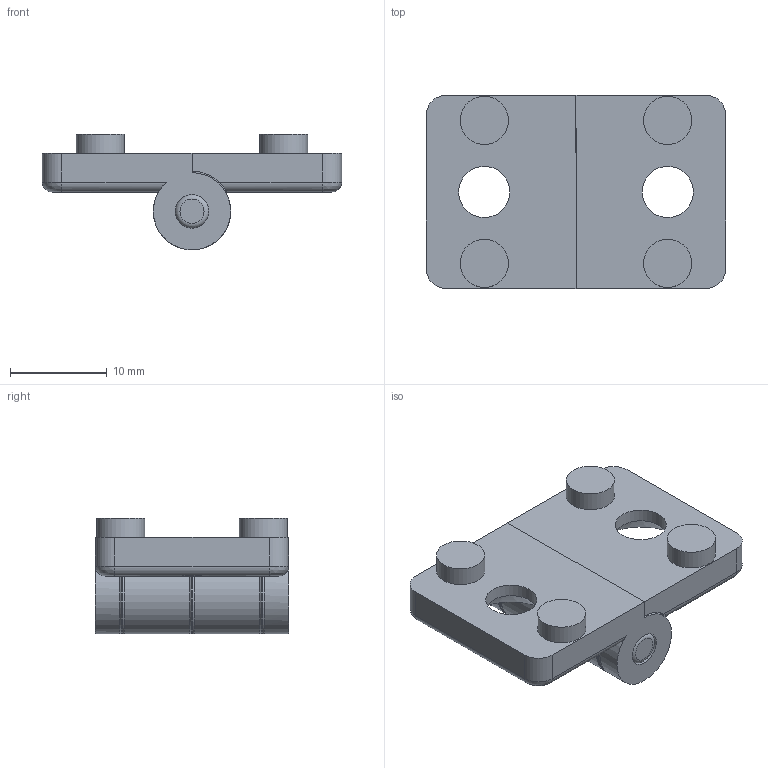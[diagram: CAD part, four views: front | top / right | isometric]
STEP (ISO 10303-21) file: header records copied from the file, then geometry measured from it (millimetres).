
FILE_DESCRIPTION(/* description */ (''),/* implementation_level */ '2;1');
FILE_NAME(/* name */ '10244-Kritec Scharnier 5 PA mit 2 Befestigungsbohrungen.stp',/* time_stamp */ '2018-02-13T13:59:07+01:00',/* author */ ('kostic'),/* organization */ (''),/* preprocessor_version */ 'ST-DEVELOPER v16.1',/* originating_system */ 'Autodesk Inventor 2016',/* authorisation */ '');
FILE_SCHEMA (('AUTOMOTIVE_DESIGN { 1 0 10303 214 3 1 1 }'));
Length unit declared in the file: millimetre
Products named in the file (4): 10244 Scharnier 5 PA Schenkel; Stift; Scheibe; 10244-Kritec Scharnier 5 PA mit 2 Befestigungsbohrungen
Assembly tree (6 placements, depth 2):
  10244-Kritec Scharnier 5 PA mit 2 Befestigungsbohrungen
    10244 Scharnier 5 PA Schenkel  x2
    Stift
    Scheibe  x3
Bounding box: 31 x 20 x 12 mm (x, y, z)
Volume: 3061.1 mm3; surface area: 3160.7 mm2
Topology: 6 solids, 6 shells, 79 faces, 179 edges, 114 vertices
Faces by surface type: cylinder 35, plane 30, torus 8, bspline 4, cone 2
Full cylindrical faces by diameter (mm): 3.5 x5, 4 x3, 5 x4, 5.3 x2, 8 x3
Entity records: 1194 total; most frequent: CARTESIAN_POINT 222, DIRECTION 205, ORIENTED_EDGE 148, AXIS2_PLACEMENT_3D 87, EDGE_CURVE 74, EDGE_LOOP 61, VERTEX_POINT 55, CIRCLE 40
